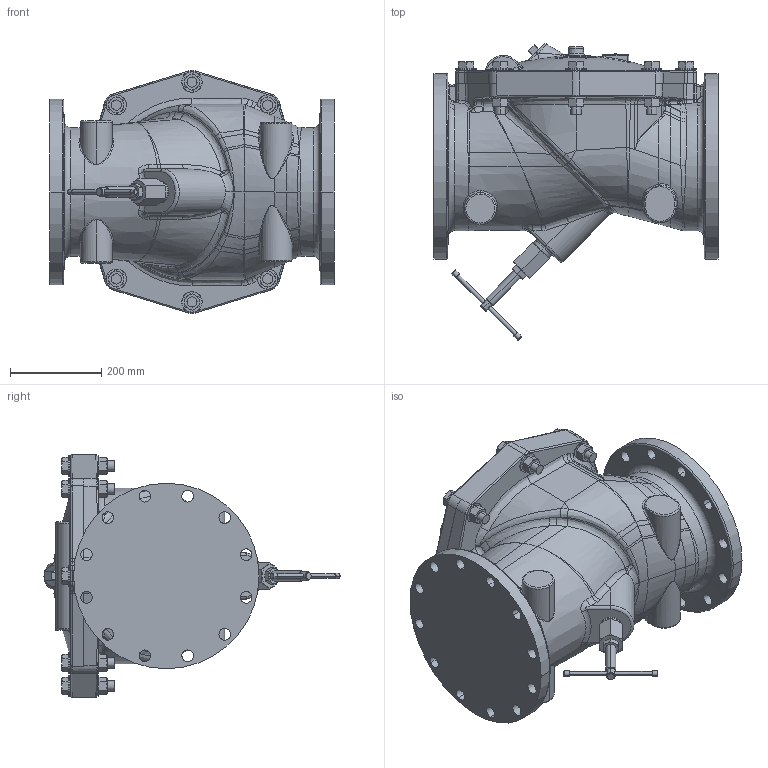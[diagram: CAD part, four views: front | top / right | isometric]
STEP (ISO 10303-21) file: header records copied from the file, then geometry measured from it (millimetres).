
FILE_DESCRIPTION((''),'2;1');
FILE_NAME('510ABF_SW0001','2023-11-01T09:02:48',('jlesh'),(''),'CREO PARAMETRIC BY PTC INC, 2023072','CREO PARAMETRIC BY PTC INC, 2023072','');
FILE_SCHEMA(('AUTOMOTIVE_DESIGN { 1 0 10303 214 1 1 1 1 }'));
Length unit declared in the file: inch
Products named in the file (1): 510ABF_SW0001
Bounding box: 622.3 x 648.65 x 532.59 mm (x, y, z)
Volume: 67062575.8 mm3; surface area: 1459139 mm2
Topology: 1 solids, 1 shells, 1096 faces, 2569 edges, 1519 vertices
Faces by surface type: bspline 383, plane 230, cylinder 213, cone 156, torus 97, sphere 15, extrusion 2
Entity records: 81135 total; most frequent: CARTESIAN_POINT 52639, ORIENTED_EDGE 5126, DIRECTION 3791, EDGE_CURVE 2563, AXIS2_PLACEMENT_3D 1639, VERTEX_POINT 1519, COLOUR_RGB 1332, EDGE_LOOP 1194
